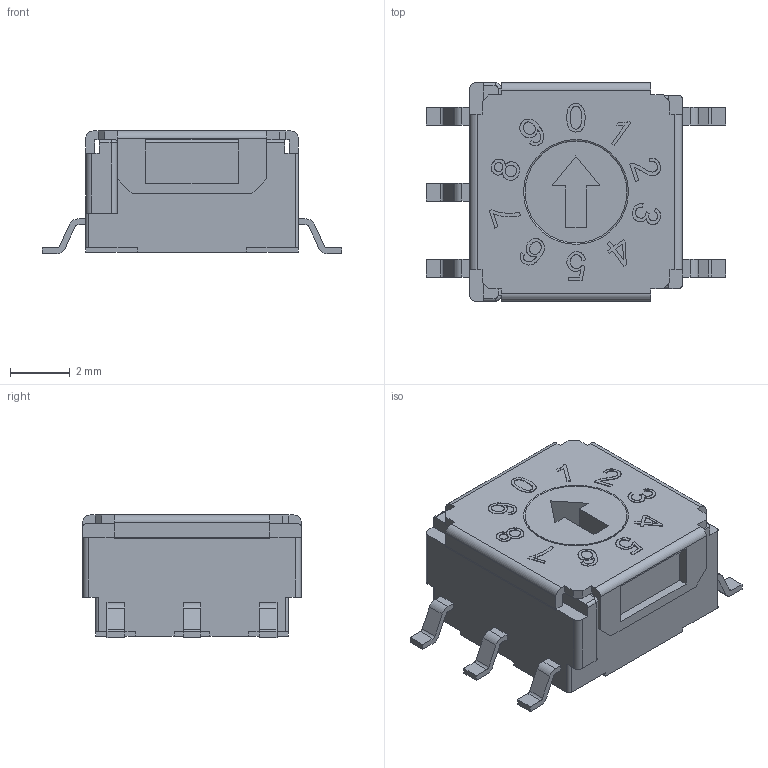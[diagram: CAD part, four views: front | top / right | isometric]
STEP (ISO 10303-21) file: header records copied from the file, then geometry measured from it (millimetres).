
FILE_DESCRIPTION(/* description */ ('model of Nidec_Copal_SH-7040B'),/* implementation_level */ '2;1');
FILE_NAME(/* name */ 'Nidec_Copal_SH-7040B.step',/* time_stamp */ '2020-09-24T13:59:23',/* author */ ('Joerg Laukemper','https://github.com/MountyRox'),/* organization */ ('FreeCAD'),/* preprocessor_version */ 'OCC',/* originating_system */ 'kicad StepUp',/* authorisation */ '');
FILE_SCHEMA(('AUTOMOTIVE_DESIGN { 1 0 10303 214 1 1 1 1 }'));
Length unit declared in the file: millimetre
Products named in the file (1): Nidec_Copal_SH_7040B
Bounding box: 10 x 7.3 x 4.12 mm (x, y, z)
Volume: 186.5 mm3; surface area: 276.7 mm2
Topology: 1 solids, 1 shells, 419 faces, 1188 edges, 785 vertices
Faces by surface type: plane 197, extrusion 179, cylinder 40, torus 3
Full cylindrical faces by diameter (mm): 1.2 x1, 3.4 x1
Entity records: 17467 total; most frequent: CARTESIAN_POINT 4249, ORIENTED_EDGE 2376, DIRECTION 1573, EDGE_CURVE 1188, VECTOR 927, VERTEX_POINT 785, LINE 748, B_SPLINE_CURVE_WITH_KNOTS 537
